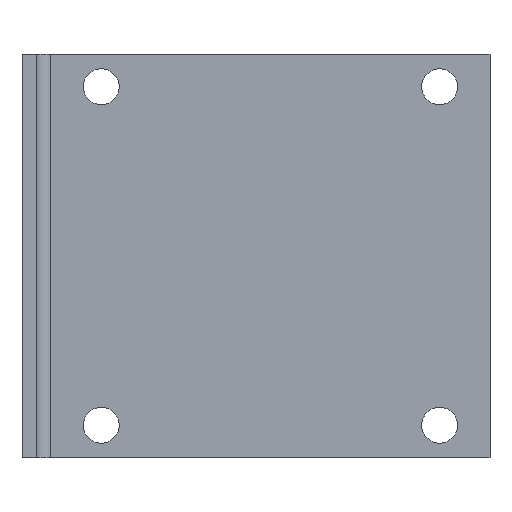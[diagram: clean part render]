
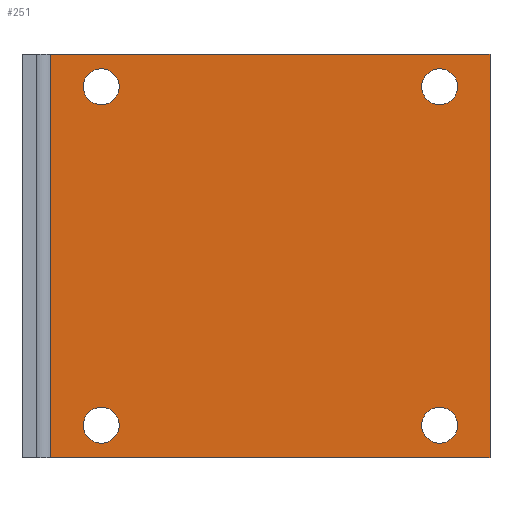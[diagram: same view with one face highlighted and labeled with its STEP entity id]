
A CAD part, left-side view. The second image highlights one B-rep face of the part: STEP entity #251.
In plain terms, the highlighted planar face has unit normal (-1, 0, 0).
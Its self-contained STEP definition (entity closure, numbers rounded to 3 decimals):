
#1 = CARTESIAN_POINT ( 'NONE',  ( -2., -11., 51.5 ) ) ;
#14 = DIRECTION ( 'NONE',  ( -1., 0., 0. ) ) ;
#20 = AXIS2_PLACEMENT_3D ( 'NONE', #598, #190, #751 ) ;
#29 = DIRECTION ( 'NONE',  ( 0., 1., 0. ) ) ;
#34 = DIRECTION ( 'NONE',  ( 0., 0., -1. ) ) ;
#42 = LINE ( 'NONE', #366, #870 ) ;
#65 = CIRCLE ( 'NONE', #793, 2.5 ) ;
#66 = DIRECTION ( 'NONE',  ( 0., 1., 0. ) ) ;
#67 = CARTESIAN_POINT ( 'NONE',  ( -2., -13.5, 4.5 ) ) ;
#72 = DIRECTION ( 'NONE',  ( 0., 1., 0. ) ) ;
#83 = DIRECTION ( 'NONE',  ( -1., 0., 0. ) ) ;
#108 = EDGE_CURVE ( 'NONE', #332, #330, #213, .T. ) ;
#121 = VERTEX_POINT ( 'NONE', #505 ) ;
#127 = ORIENTED_EDGE ( 'NONE', *, *, #540, .F. ) ;
#129 = CARTESIAN_POINT ( 'NONE',  ( -2., -55.5, 51.5 ) ) ;
#133 = CARTESIAN_POINT ( 'NONE',  ( -2., -58., 4.5 ) ) ;
#134 = AXIS2_PLACEMENT_3D ( 'NONE', #489, #643, #66 ) ;
#135 = CARTESIAN_POINT ( 'NONE',  ( -2., 0., 56. ) ) ;
#140 = VERTEX_POINT ( 'NONE', #581 ) ;
#149 = FACE_BOUND ( 'NONE', #560, .T. ) ;
#186 = EDGE_LOOP ( 'NONE', ( #261, #253, #773, #395 ) ) ;
#188 = EDGE_CURVE ( 'NONE', #245, #388, #291, .T. ) ;
#190 = DIRECTION ( 'NONE',  ( -1., 0., 0. ) ) ;
#197 = ORIENTED_EDGE ( 'NONE', *, *, #406, .F. ) ;
#207 = CARTESIAN_POINT ( 'NONE',  ( -2., -4., 56. ) ) ;
#209 = VERTEX_POINT ( 'NONE', #534 ) ;
#213 = CIRCLE ( 'NONE', #20, 2.5 ) ;
#220 = ORIENTED_EDGE ( 'NONE', *, *, #497, .F. ) ;
#224 = CARTESIAN_POINT ( 'NONE',  ( -2., -65., 56. ) ) ;
#227 = DIRECTION ( 'NONE',  ( 0., -1., 0. ) ) ;
#230 = DIRECTION ( 'NONE',  ( -1., 0., 0. ) ) ;
#237 = EDGE_LOOP ( 'NONE', ( #368, #487 ) ) ;
#238 = EDGE_CURVE ( 'NONE', #388, #496, #42, .T. ) ;
#245 = VERTEX_POINT ( 'NONE', #638 ) ;
#250 = DIRECTION ( 'NONE',  ( 0., 1., 0. ) ) ;
#251 = ADVANCED_FACE ( 'NONE', ( #149, #1053, #311, #306, #460 ), #789, .F. ) ;
#253 = ORIENTED_EDGE ( 'NONE', *, *, #238, .F. ) ;
#261 = ORIENTED_EDGE ( 'NONE', *, *, #822, .T. ) ;
#272 = CIRCLE ( 'NONE', #900, 2.5 ) ;
#278 = VERTEX_POINT ( 'NONE', #67 ) ;
#291 = LINE ( 'NONE', #135, #716 ) ;
#306 = FACE_BOUND ( 'NONE', #628, .T. ) ;
#310 = CARTESIAN_POINT ( 'NONE',  ( -2., -11., 51.5 ) ) ;
#311 = FACE_BOUND ( 'NONE', #714, .T. ) ;
#330 = VERTEX_POINT ( 'NONE', #129 ) ;
#332 = VERTEX_POINT ( 'NONE', #862 ) ;
#352 = ORIENTED_EDGE ( 'NONE', *, *, #514, .F. ) ;
#353 = CIRCLE ( 'NONE', #453, 2.5 ) ;
#355 = EDGE_CURVE ( 'NONE', #245, #744, #952, .T. ) ;
#366 = CARTESIAN_POINT ( 'NONE',  ( -2., -65., 56. ) ) ;
#368 = ORIENTED_EDGE ( 'NONE', *, *, #660, .F. ) ;
#370 = CARTESIAN_POINT ( 'NONE',  ( -2., -13.5, 51.5 ) ) ;
#374 = DIRECTION ( 'NONE',  ( -1., 0., 0. ) ) ;
#386 = CIRCLE ( 'NONE', #921, 2.5 ) ;
#388 = VERTEX_POINT ( 'NONE', #224 ) ;
#391 = VERTEX_POINT ( 'NONE', #370 ) ;
#395 = ORIENTED_EDGE ( 'NONE', *, *, #355, .T. ) ;
#404 = CIRCLE ( 'NONE', #1006, 2.5 ) ;
#406 = EDGE_CURVE ( 'NONE', #209, #978, #404, .T. ) ;
#410 = AXIS2_PLACEMENT_3D ( 'NONE', #633, #803, #871 ) ;
#453 = AXIS2_PLACEMENT_3D ( 'NONE', #1, #983, #72 ) ;
#454 = DIRECTION ( 'NONE',  ( 0., 1., 0. ) ) ;
#458 = ORIENTED_EDGE ( 'NONE', *, *, #928, .F. ) ;
#460 = FACE_OUTER_BOUND ( 'NONE', #186, .T. ) ;
#487 = ORIENTED_EDGE ( 'NONE', *, *, #108, .F. ) ;
#489 = CARTESIAN_POINT ( 'NONE',  ( -2., -11., 4.5 ) ) ;
#496 = VERTEX_POINT ( 'NONE', #650 ) ;
#497 = EDGE_CURVE ( 'NONE', #121, #391, #386, .T. ) ;
#505 = CARTESIAN_POINT ( 'NONE',  ( -2., -8.5, 51.5 ) ) ;
#514 = EDGE_CURVE ( 'NONE', #278, #140, #651, .T. ) ;
#517 = DIRECTION ( 'NONE',  ( 0., 1., 0. ) ) ;
#518 = CIRCLE ( 'NONE', #573, 2.5 ) ;
#526 = CARTESIAN_POINT ( 'NONE',  ( -2., 0., 0. ) ) ;
#533 = VECTOR ( 'NONE', #703, 1000. ) ;
#534 = CARTESIAN_POINT ( 'NONE',  ( -2., -55.5, 4.5 ) ) ;
#540 = EDGE_CURVE ( 'NONE', #391, #121, #353, .T. ) ;
#556 = DIRECTION ( 'NONE',  ( 0., 1., 0. ) ) ;
#560 = EDGE_LOOP ( 'NONE', ( #220, #127 ) ) ;
#573 = AXIS2_PLACEMENT_3D ( 'NONE', #909, #14, #29 ) ;
#581 = CARTESIAN_POINT ( 'NONE',  ( -2., -8.5, 4.5 ) ) ;
#593 = VECTOR ( 'NONE', #34, 1000. ) ;
#598 = CARTESIAN_POINT ( 'NONE',  ( -2., -58., 51.5 ) ) ;
#628 = EDGE_LOOP ( 'NONE', ( #649, #352 ) ) ;
#633 = CARTESIAN_POINT ( 'NONE',  ( -2., 0., 56. ) ) ;
#638 = CARTESIAN_POINT ( 'NONE',  ( -2., -4., 56. ) ) ;
#643 = DIRECTION ( 'NONE',  ( -1., 0., 0. ) ) ;
#649 = ORIENTED_EDGE ( 'NONE', *, *, #764, .F. ) ;
#650 = CARTESIAN_POINT ( 'NONE',  ( -2., -65., 0. ) ) ;
#651 = CIRCLE ( 'NONE', #134, 2.5 ) ;
#660 = EDGE_CURVE ( 'NONE', #330, #332, #518, .T. ) ;
#697 = DIRECTION ( 'NONE',  ( 0., 0., -1. ) ) ;
#703 = DIRECTION ( 'NONE',  ( 0., -1., 0. ) ) ;
#714 = EDGE_LOOP ( 'NONE', ( #197, #458 ) ) ;
#716 = VECTOR ( 'NONE', #227, 1000. ) ;
#744 = VERTEX_POINT ( 'NONE', #851 ) ;
#751 = DIRECTION ( 'NONE',  ( 0., 1., 0. ) ) ;
#764 = EDGE_CURVE ( 'NONE', #140, #278, #65, .T. ) ;
#773 = ORIENTED_EDGE ( 'NONE', *, *, #188, .F. ) ;
#789 = PLANE ( 'NONE',  #410 ) ;
#793 = AXIS2_PLACEMENT_3D ( 'NONE', #945, #374, #517 ) ;
#803 = DIRECTION ( 'NONE',  ( 1., 0., 0. ) ) ;
#822 = EDGE_CURVE ( 'NONE', #744, #496, #950, .T. ) ;
#851 = CARTESIAN_POINT ( 'NONE',  ( -2., -4., 0. ) ) ;
#862 = CARTESIAN_POINT ( 'NONE',  ( -2., -60.5, 51.5 ) ) ;
#870 = VECTOR ( 'NONE', #697, 1000. ) ;
#871 = DIRECTION ( 'NONE',  ( 0., 1., 0. ) ) ;
#887 = CARTESIAN_POINT ( 'NONE',  ( -2., -60.5, 4.5 ) ) ;
#900 = AXIS2_PLACEMENT_3D ( 'NONE', #977, #961, #556 ) ;
#909 = CARTESIAN_POINT ( 'NONE',  ( -2., -58., 51.5 ) ) ;
#921 = AXIS2_PLACEMENT_3D ( 'NONE', #310, #83, #250 ) ;
#928 = EDGE_CURVE ( 'NONE', #978, #209, #272, .T. ) ;
#945 = CARTESIAN_POINT ( 'NONE',  ( -2., -11., 4.5 ) ) ;
#950 = LINE ( 'NONE', #526, #533 ) ;
#952 = LINE ( 'NONE', #207, #593 ) ;
#961 = DIRECTION ( 'NONE',  ( -1., 0., 0. ) ) ;
#977 = CARTESIAN_POINT ( 'NONE',  ( -2., -58., 4.5 ) ) ;
#978 = VERTEX_POINT ( 'NONE', #887 ) ;
#983 = DIRECTION ( 'NONE',  ( -1., 0., 0. ) ) ;
#1006 = AXIS2_PLACEMENT_3D ( 'NONE', #133, #230, #454 ) ;
#1053 = FACE_BOUND ( 'NONE', #237, .T. ) ;
